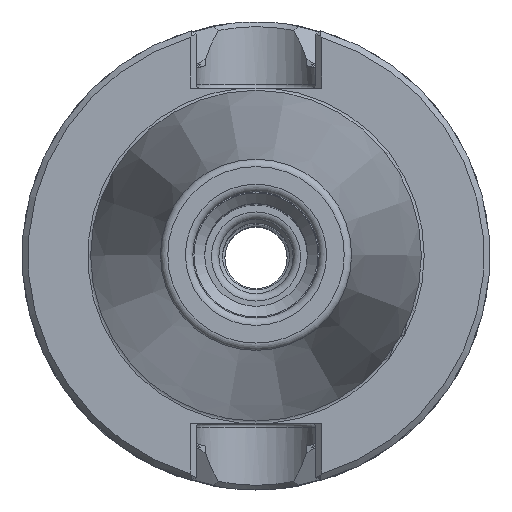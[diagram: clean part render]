
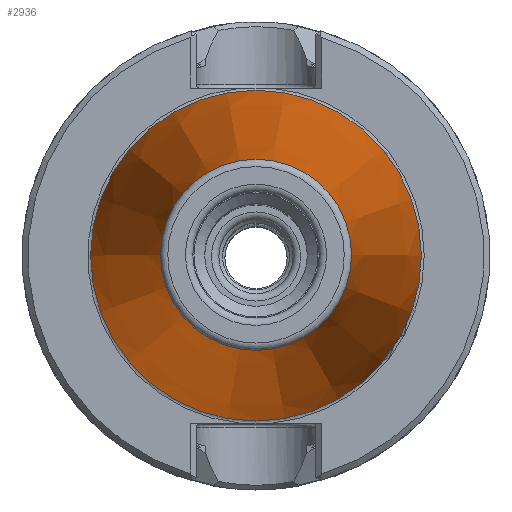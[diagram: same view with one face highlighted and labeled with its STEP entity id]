
A CAD part, top view. The second image highlights one B-rep face of the part: STEP entity #2936.
In plain terms, the highlighted conical face has half-angle 8.297 degrees and reference radius 12.871 mm.
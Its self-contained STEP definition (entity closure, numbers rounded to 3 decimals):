
#295=CONICAL_SURFACE('',#3114,12.871,0.145);
#371=ORIENTED_EDGE('',*,*,#851,.T.);
#372=ORIENTED_EDGE('',*,*,#850,.F.);
#850=EDGE_CURVE('',#1101,#1101,#1292,.T.);
#851=EDGE_CURVE('',#1102,#1102,#1293,.T.);
#1101=VERTEX_POINT('',#4042);
#1102=VERTEX_POINT('',#4045);
#1292=CIRCLE('',#3113,12.871);
#1293=CIRCLE('',#3115,22.268);
#1432=EDGE_LOOP('',(#371));
#1433=EDGE_LOOP('',(#372));
#1662=FACE_BOUND('',#1432,.T.);
#1663=FACE_BOUND('',#1433,.T.);
#2936=ADVANCED_FACE('',(#1662,#1663),#295,.T.);
#3113=AXIS2_PLACEMENT_3D('',#4041,#3440,#3441);
#3114=AXIS2_PLACEMENT_3D('',#4043,#3442,#3443);
#3115=AXIS2_PLACEMENT_3D('',#4044,#3444,#3445);
#3440=DIRECTION('',(0.,0.,1.));
#3441=DIRECTION('',(1.,0.,0.));
#3442=DIRECTION('',(0.,0.,-1.));
#3443=DIRECTION('',(-1.,0.,0.));
#3444=DIRECTION('',(0.,0.,1.));
#3445=DIRECTION('',(1.,0.,0.));
#4041=CARTESIAN_POINT('',(0.,0.,64.544));
#4042=CARTESIAN_POINT('',(12.871,0.,64.544));
#4043=CARTESIAN_POINT('',(0.,0.,64.544));
#4044=CARTESIAN_POINT('',(0.,0.,0.106));
#4045=CARTESIAN_POINT('',(22.268,0.,0.106));
